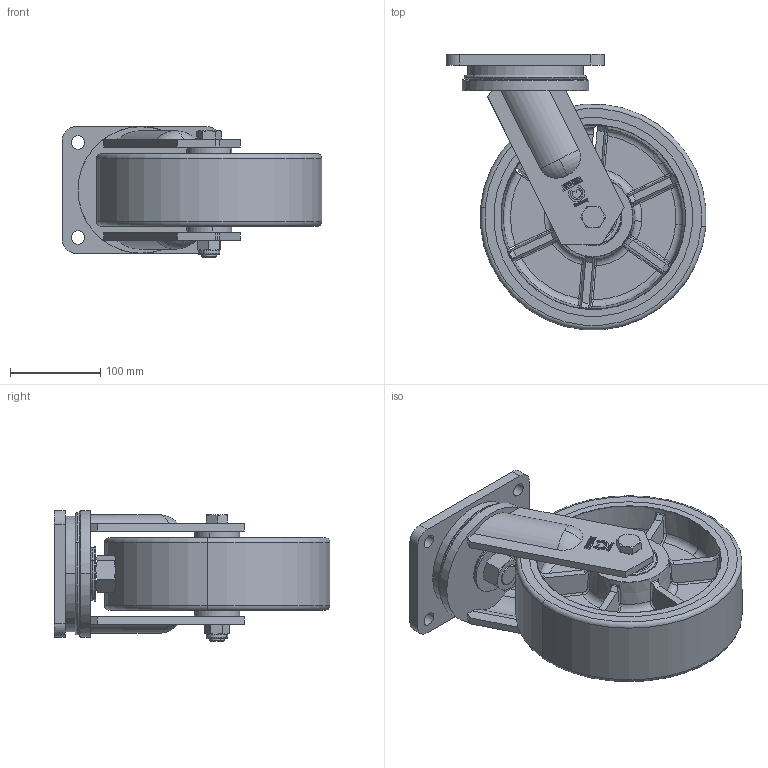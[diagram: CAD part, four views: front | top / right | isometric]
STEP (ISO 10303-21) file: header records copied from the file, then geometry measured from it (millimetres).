
FILE_DESCRIPTION (( 'STEP AP214' ), '1' );
FILE_NAME ('0010122_L-HB-PUZG-250-K-3-B80.STEP', '2015-08-31T10:44:47', ( '' ), ( '' ), 'SwSTEP 2.0', 'SolidWorks 2014', '' );
FILE_SCHEMA (( 'AUTOMOTIVE_DESIGN' ));
Length unit declared in the file: millimetre
Products named in the file (2): 0010122_L-HB-PUZG-250-K-3-B80
Bounding box: 287.03 x 304.53 x 144.5 mm (x, y, z)
Surface area: 528831.7 mm2 (no closed solid volume)
Topology: 0 solids, 26 shells, 536 faces, 2093 edges, 1559 vertices
Faces by surface type: plane 191, bspline 111, cylinder 89, torus 74, cone 71
Entity records: 36183 total; most frequent: CARTESIAN_POINT 14694, ORIENTED_EDGE 3198, DIRECTION 2661, EDGE_CURVE 2093, VERTEX_POINT 1559, AXIS2_PLACEMENT_3D 923, VECTOR 815, LINE 815
